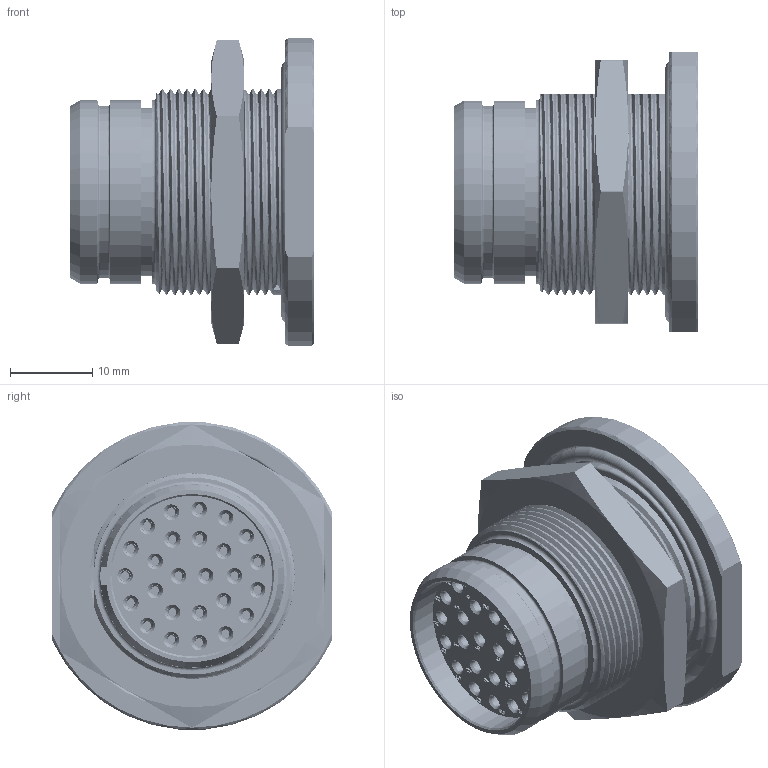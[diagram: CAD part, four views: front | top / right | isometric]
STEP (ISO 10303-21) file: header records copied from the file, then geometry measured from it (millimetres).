
FILE_DESCRIPTION((''),'2;1');
FILE_NAME('1332EV426FS','2024-07-26T14:25:15',('paultorloting'),('NET AG system integration'),'CREO PARAMETRIC BY PTC INC, 2021404','CREO PARAMETRIC BY PTC INC, 2021404','');
FILE_SCHEMA(('AUTOMOTIVE_DESIGN { 1 0 10303 214 1 1 1 1 }'));
Products named in the file (1): 1332EV426FS
Bounding box: 29.7 x 34 x 37.36 mm (x, y, z)
Volume: 11418.1 mm3; surface area: 18983.1 mm2
Topology: 2 solids, 2 shells, 4298 faces, 11006 edges, 6934 vertices
Faces by surface type: plane 1964, cylinder 1415, torus 338, cone 242, bspline 235, extrusion 104
Entity records: 174982 total; most frequent: CARTESIAN_POINT 49433, ORIENTED_EDGE 22012, DIRECTION 20235, EDGE_CURVE 11006, AXIS2_PLACEMENT_3D 7426, VERTEX_POINT 6934, VECTOR 5380, LINE 5276
